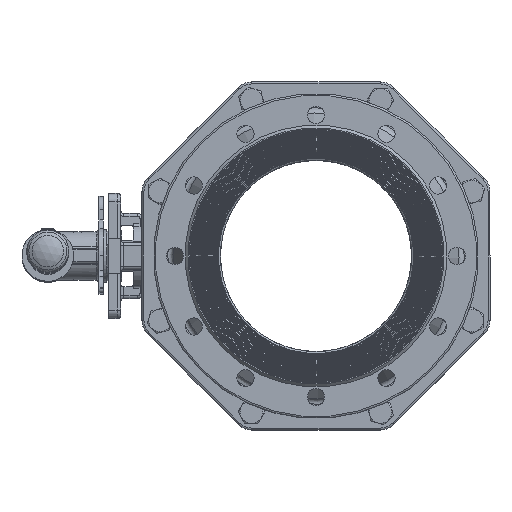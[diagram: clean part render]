
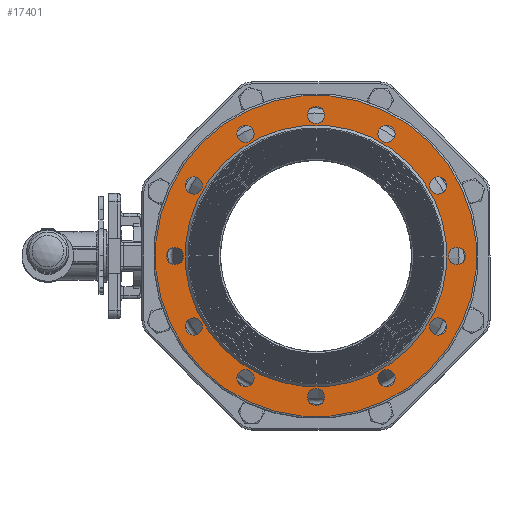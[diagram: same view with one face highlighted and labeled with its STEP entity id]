
A CAD part, left-side view. The second image highlights one B-rep face of the part: STEP entity #17401.
In plain terms, the highlighted face is planar.
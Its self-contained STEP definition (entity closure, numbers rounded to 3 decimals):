
#4297=ORIENTED_EDGE('',*,*,#8967,.F.);
#4298=ORIENTED_EDGE('',*,*,#8968,.F.);
#4299=ORIENTED_EDGE('',*,*,#8969,.F.);
#4300=ORIENTED_EDGE('',*,*,#8970,.F.);
#4301=ORIENTED_EDGE('',*,*,#8971,.F.);
#4302=ORIENTED_EDGE('',*,*,#8972,.F.);
#4303=ORIENTED_EDGE('',*,*,#8973,.T.);
#4304=ORIENTED_EDGE('',*,*,#8974,.F.);
#4305=ORIENTED_EDGE('',*,*,#8975,.F.);
#4306=ORIENTED_EDGE('',*,*,#8976,.F.);
#4307=ORIENTED_EDGE('',*,*,#8977,.F.);
#4308=ORIENTED_EDGE('',*,*,#8978,.F.);
#4309=ORIENTED_EDGE('',*,*,#8979,.F.);
#4310=ORIENTED_EDGE('',*,*,#8980,.F.);
#8967=EDGE_CURVE('',#11316,#11316,#12932,.T.);
#8968=EDGE_CURVE('',#11317,#11317,#12933,.T.);
#8969=EDGE_CURVE('',#11318,#11318,#12934,.T.);
#8970=EDGE_CURVE('',#11319,#11319,#12935,.T.);
#8971=EDGE_CURVE('',#11320,#11320,#12936,.T.);
#8972=EDGE_CURVE('',#11321,#11321,#12937,.T.);
#8973=EDGE_CURVE('',#11322,#11322,#12938,.T.);
#8974=EDGE_CURVE('',#11323,#11323,#12939,.T.);
#8975=EDGE_CURVE('',#11324,#11324,#12940,.T.);
#8976=EDGE_CURVE('',#11325,#11325,#12941,.T.);
#8977=EDGE_CURVE('',#11326,#11326,#12942,.T.);
#8978=EDGE_CURVE('',#11327,#11327,#12943,.T.);
#8979=EDGE_CURVE('',#11328,#11328,#12944,.T.);
#8980=EDGE_CURVE('',#11329,#11329,#12945,.T.);
#11316=VERTEX_POINT('',#31796);
#11317=VERTEX_POINT('',#31798);
#11318=VERTEX_POINT('',#31800);
#11319=VERTEX_POINT('',#31802);
#11320=VERTEX_POINT('',#31804);
#11321=VERTEX_POINT('',#31806);
#11322=VERTEX_POINT('',#31808);
#11323=VERTEX_POINT('',#31810);
#11324=VERTEX_POINT('',#31812);
#11325=VERTEX_POINT('',#31814);
#11326=VERTEX_POINT('',#31816);
#11327=VERTEX_POINT('',#31818);
#11328=VERTEX_POINT('',#31820);
#11329=VERTEX_POINT('',#31822);
#12932=CIRCLE('',#18882,9.);
#12933=CIRCLE('',#18883,9.);
#12934=CIRCLE('',#18884,9.);
#12935=CIRCLE('',#18885,9.);
#12936=CIRCLE('',#18886,9.);
#12937=CIRCLE('',#18887,9.);
#12938=CIRCLE('',#18888,168.);
#12939=CIRCLE('',#18889,137.);
#12940=CIRCLE('',#18890,9.);
#12941=CIRCLE('',#18891,9.);
#12942=CIRCLE('',#18892,9.);
#12943=CIRCLE('',#18893,9.);
#12944=CIRCLE('',#18894,9.);
#12945=CIRCLE('',#18895,9.);
#13869=EDGE_LOOP('',(#4297));
#13870=EDGE_LOOP('',(#4298));
#13871=EDGE_LOOP('',(#4299));
#13872=EDGE_LOOP('',(#4300));
#13873=EDGE_LOOP('',(#4301));
#13874=EDGE_LOOP('',(#4302));
#13875=EDGE_LOOP('',(#4303));
#13876=EDGE_LOOP('',(#4304));
#13877=EDGE_LOOP('',(#4305));
#13878=EDGE_LOOP('',(#4306));
#13879=EDGE_LOOP('',(#4307));
#13880=EDGE_LOOP('',(#4308));
#13881=EDGE_LOOP('',(#4309));
#13882=EDGE_LOOP('',(#4310));
#15474=FACE_BOUND('',#13869,.T.);
#15475=FACE_BOUND('',#13870,.T.);
#15476=FACE_BOUND('',#13871,.T.);
#15477=FACE_BOUND('',#13872,.T.);
#15478=FACE_BOUND('',#13873,.T.);
#15479=FACE_BOUND('',#13874,.T.);
#15480=FACE_BOUND('',#13875,.T.);
#15481=FACE_BOUND('',#13876,.T.);
#15482=FACE_BOUND('',#13877,.T.);
#15483=FACE_BOUND('',#13878,.T.);
#15484=FACE_BOUND('',#13879,.T.);
#15485=FACE_BOUND('',#13880,.T.);
#15486=FACE_BOUND('',#13881,.T.);
#15487=FACE_BOUND('',#13882,.T.);
#16888=PLANE('',#18881);
#17401=ADVANCED_FACE('',(#15474,#15475,#15476,#15477,#15478,#15479,#15480,
#15481,#15482,#15483,#15484,#15485,#15486,#15487),#16888,.F.);
#18881=AXIS2_PLACEMENT_3D('',#31794,#21290,#21291);
#18882=AXIS2_PLACEMENT_3D('',#31795,#21292,#21293);
#18883=AXIS2_PLACEMENT_3D('',#31797,#21294,#21295);
#18884=AXIS2_PLACEMENT_3D('',#31799,#21296,#21297);
#18885=AXIS2_PLACEMENT_3D('',#31801,#21298,#21299);
#18886=AXIS2_PLACEMENT_3D('',#31803,#21300,#21301);
#18887=AXIS2_PLACEMENT_3D('',#31805,#21302,#21303);
#18888=AXIS2_PLACEMENT_3D('',#31807,#21304,#21305);
#18889=AXIS2_PLACEMENT_3D('',#31809,#21306,#21307);
#18890=AXIS2_PLACEMENT_3D('',#31811,#21308,#21309);
#18891=AXIS2_PLACEMENT_3D('',#31813,#21310,#21311);
#18892=AXIS2_PLACEMENT_3D('',#31815,#21312,#21313);
#18893=AXIS2_PLACEMENT_3D('',#31817,#21314,#21315);
#18894=AXIS2_PLACEMENT_3D('',#31819,#21316,#21317);
#18895=AXIS2_PLACEMENT_3D('',#31821,#21318,#21319);
#21290=DIRECTION('',(-1.,0.,0.));
#21291=DIRECTION('',(0.,-1.,0.));
#21292=DIRECTION('',(1.,0.,0.));
#21293=DIRECTION('',(0.,0.,-1.));
#21294=DIRECTION('',(1.,0.,0.));
#21295=DIRECTION('',(0.,0.,-1.));
#21296=DIRECTION('',(1.,0.,0.));
#21297=DIRECTION('',(0.,0.,-1.));
#21298=DIRECTION('',(1.,0.,0.));
#21299=DIRECTION('',(0.,0.,-1.));
#21300=DIRECTION('',(1.,0.,0.));
#21301=DIRECTION('',(0.,0.,-1.));
#21302=DIRECTION('',(1.,0.,0.));
#21303=DIRECTION('',(0.,0.,-1.));
#21304=DIRECTION('',(1.,0.,0.));
#21305=DIRECTION('',(0.,-1.,0.));
#21306=DIRECTION('',(1.,0.,0.));
#21307=DIRECTION('',(0.,1.,0.));
#21308=DIRECTION('',(1.,0.,0.));
#21309=DIRECTION('',(0.,0.,-1.));
#21310=DIRECTION('',(1.,0.,0.));
#21311=DIRECTION('',(0.,0.,-1.));
#21312=DIRECTION('',(1.,0.,0.));
#21313=DIRECTION('',(0.,0.,-1.));
#21314=DIRECTION('',(1.,0.,0.));
#21315=DIRECTION('',(0.,0.,-1.));
#21316=DIRECTION('',(1.,0.,0.));
#21317=DIRECTION('',(0.,0.,-1.));
#21318=DIRECTION('',(1.,0.,0.));
#21319=DIRECTION('',(0.,0.,-1.));
#31794=CARTESIAN_POINT('',(88.,170.,0.));
#31795=CARTESIAN_POINT('',(88.,104.298,-104.298));
#31796=CARTESIAN_POINT('',(88.,104.298,-113.298));
#31797=CARTESIAN_POINT('',(88.,-38.176,-142.474));
#31798=CARTESIAN_POINT('',(88.,-38.176,-151.474));
#31799=CARTESIAN_POINT('',(88.,-142.474,38.176));
#31800=CARTESIAN_POINT('',(88.,-142.474,29.176));
#31801=CARTESIAN_POINT('',(88.,-38.176,142.474));
#31802=CARTESIAN_POINT('',(88.,-38.176,133.474));
#31803=CARTESIAN_POINT('',(88.,104.298,104.298));
#31804=CARTESIAN_POINT('',(88.,104.298,95.298));
#31805=CARTESIAN_POINT('',(88.,142.474,-38.176));
#31806=CARTESIAN_POINT('',(88.,142.474,-47.176));
#31807=CARTESIAN_POINT('',(88.,0.,0.));
#31808=CARTESIAN_POINT('',(88.,-168.,0.));
#31809=CARTESIAN_POINT('',(88.,0.,0.));
#31810=CARTESIAN_POINT('',(88.,137.,0.));
#31811=CARTESIAN_POINT('',(88.,142.474,38.176));
#31812=CARTESIAN_POINT('',(88.,142.474,29.176));
#31813=CARTESIAN_POINT('',(88.,38.176,142.474));
#31814=CARTESIAN_POINT('',(88.,38.176,133.474));
#31815=CARTESIAN_POINT('',(88.,-104.298,104.298));
#31816=CARTESIAN_POINT('',(88.,-104.298,95.298));
#31817=CARTESIAN_POINT('',(88.,-142.474,-38.176));
#31818=CARTESIAN_POINT('',(88.,-142.474,-47.176));
#31819=CARTESIAN_POINT('',(88.,-104.298,-104.298));
#31820=CARTESIAN_POINT('',(88.,-104.298,-113.298));
#31821=CARTESIAN_POINT('',(88.,38.176,-142.474));
#31822=CARTESIAN_POINT('',(88.,38.176,-151.474));
